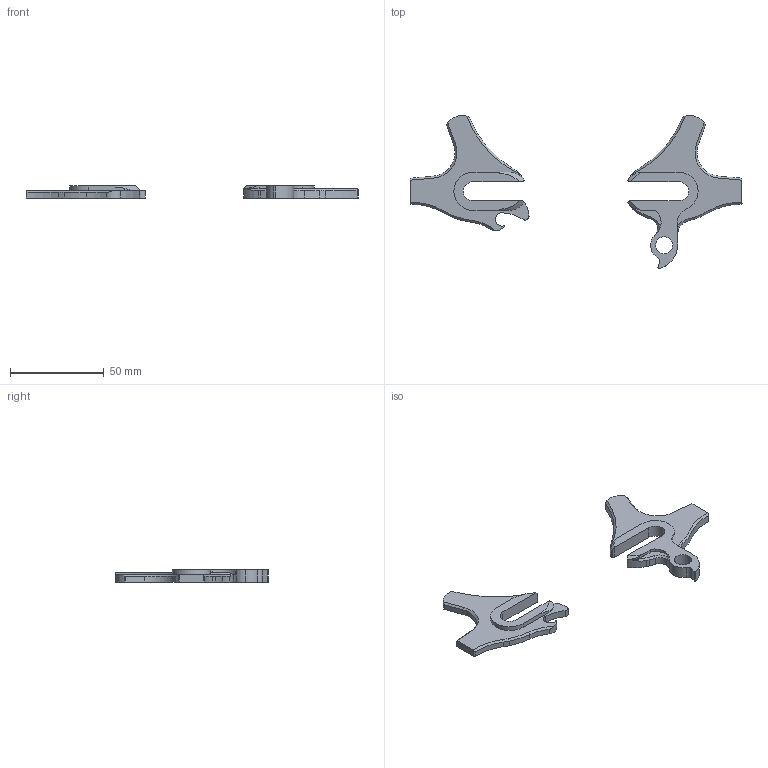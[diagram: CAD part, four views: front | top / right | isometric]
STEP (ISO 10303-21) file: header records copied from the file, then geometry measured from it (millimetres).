
FILE_DESCRIPTION (( 'STEP AP214' ), '1' );
FILE_NAME ('DR0016.STEP', '2014-11-19T23:35:56', ( '' ), ( '' ), 'SwSTEP 2.0', 'SolidWorks 2014', '' );
FILE_SCHEMA (( 'AUTOMOTIVE_DESIGN' ));
Length unit declared in the file: millimetre
Products named in the file (3): DR0014L; DR0015R; DR0016
Assembly tree (2 placements, depth 2):
  DR0016
    DR0015R
    DR0014L
Bounding box: 177.38 x 81.73 x 6.5 mm (x, y, z)
Volume: 17413.7 mm3; surface area: 10286.1 mm2
Topology: 2 solids, 2 shells, 118 faces, 331 edges, 217 vertices
Faces by surface type: cylinder 65, plane 34, cone 19
Entity records: 4079 total; most frequent: CARTESIAN_POINT 882, DIRECTION 673, ORIENTED_EDGE 662, EDGE_CURVE 331, AXIS2_PLACEMENT_3D 260, VERTEX_POINT 217, LINE 153, VECTOR 153
